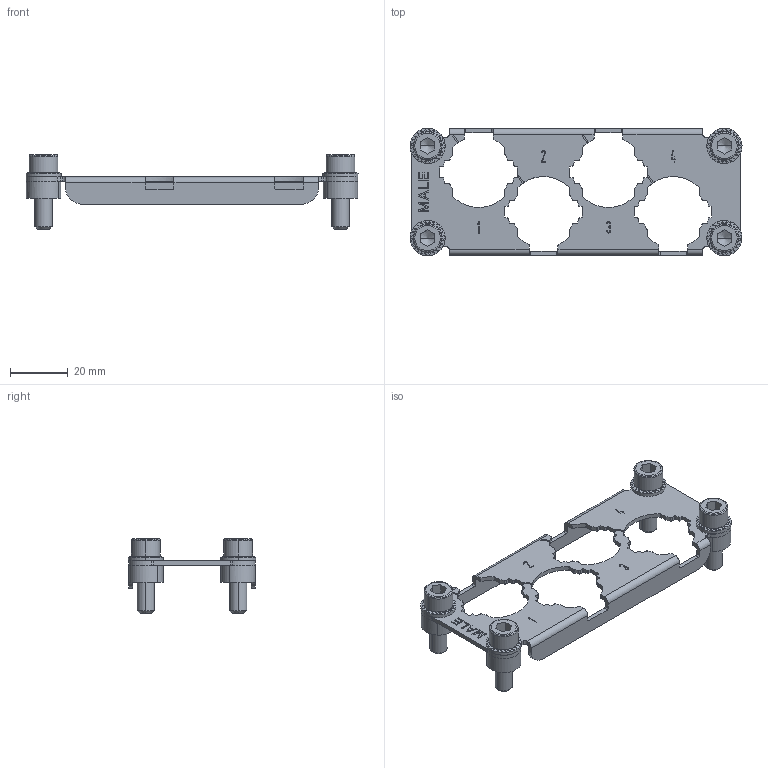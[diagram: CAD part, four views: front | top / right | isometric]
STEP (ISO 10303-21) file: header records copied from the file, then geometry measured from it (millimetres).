
FILE_DESCRIPTION((''),'2;1');
FILE_NAME('09110009937_100630921MOD000A','2019-06-21T12:00:04',('sx.huang'),(''),'CREO PARAMETRIC BY PTC INC, 2018050','CREO PARAMETRIC BY PTC INC, 2018050','');
FILE_SCHEMA(());
Products named in the file (1): 09110009937_100630921MOD000A
Bounding box: 115.2 x 44.2 x 26 mm (x, y, z)
Volume: 12276.6 mm3; surface area: 14258.1 mm2
Topology: 1 solids, 5 shells, 1959 faces, 5332 edges, 3296 vertices
Faces by surface type: plane 921, cylinder 838, bspline 96, cone 72, torus 32
Entity records: 75662 total; most frequent: CARTESIAN_POINT 29792, ORIENTED_EDGE 10648, DIRECTION 7950, EDGE_CURVE 5324, VERTEX_POINT 3296, AXIS2_PLACEMENT_3D 2739, VECTOR 2472, LINE 2472
